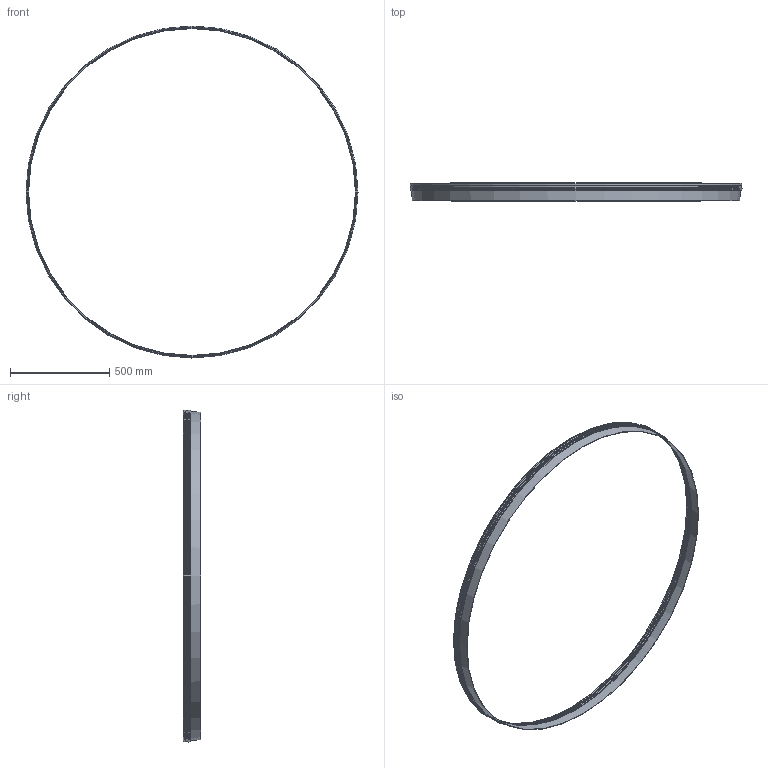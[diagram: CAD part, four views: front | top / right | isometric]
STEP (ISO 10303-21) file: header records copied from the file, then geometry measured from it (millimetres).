
FILE_DESCRIPTION(/* description */ (''),/* implementation_level */ '2;1');
FILE_NAME(/* name */ 'BFM Spigot 1650mm v2.step',/* time_stamp */ '2021-08-06T08:28:15+12:00',/* author */ (''),/* organization */ (''),/* preprocessor_version */ 'ST-DEVELOPER v18.1',/* originating_system */ 'Autodesk Translation Framework v10.9.0.1377',/* authorisation */ '');
FILE_SCHEMA (('AUTOMOTIVE_DESIGN { 1 0 10303 214 3 1 1 }'));
Length unit declared in the file: millimetre
Products named in the file (1): BFM Spigot 1650mm
Bounding box: 1676 x 89 x 1676 mm (x, y, z)
Volume: 970745.2 mm3; surface area: 1063550 mm2
Topology: 1 solids, 1 shells, 19 faces, 35 edges, 19 vertices
Faces by surface type: cone 12, cylinder 4, plane 3
Full cylindrical faces by diameter (mm): 1663.5 x1, 1667.5 x1, 1672 x1, 1676 x1
Entity records: 501 total; most frequent: DIRECTION 94, CARTESIAN_POINT 74, ORIENTED_EDGE 70, AXIS2_PLACEMENT_3D 39, EDGE_CURVE 35, EDGE_LOOP 22, FACE_OUTER_BOUND 19, CIRCLE 19
